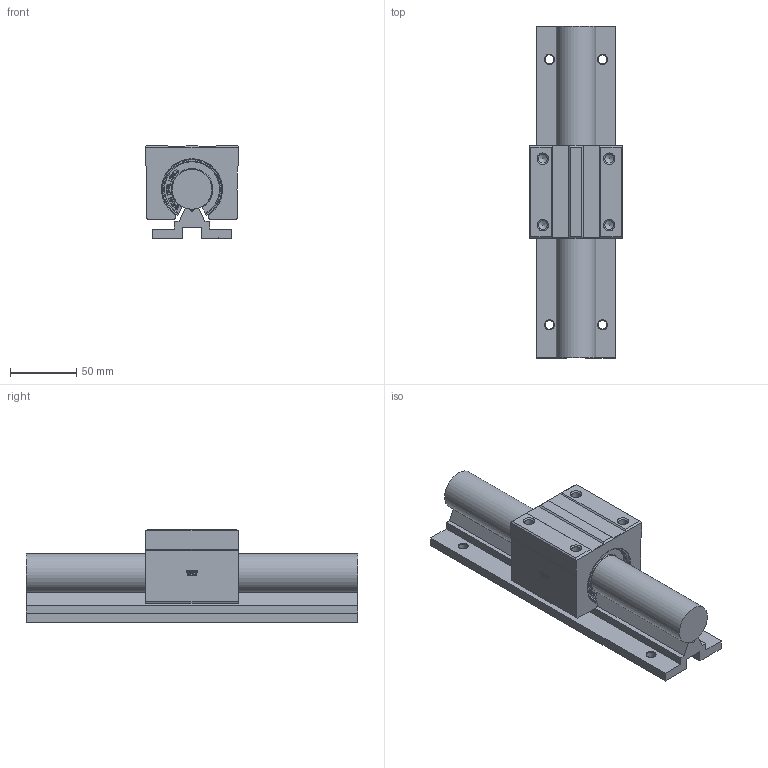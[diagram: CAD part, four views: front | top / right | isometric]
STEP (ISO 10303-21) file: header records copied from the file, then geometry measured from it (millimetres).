
FILE_DESCRIPTION((''),'2;1');
FILE_NAME('SBR30UU.stp','2013-02-07T12:00:02',('user2'),(''),'Autodesk Inventor 2012','Autodesk Inventor 2012','');
FILE_SCHEMA(('AUTOMOTIVE_DESIGN { 1 0 10303 214 1 1 1 1 }'));
Length unit declared in the file: millimetre
Products named in the file (4): SBR30UU; LM30UUOP; SBS30
Assembly tree (3 placements, depth 2):
  SBR30UU
    LM30UUOP
    SBR30UU
    SBS30
Bounding box: 70 x 250 x 70 mm (x, y, z)
Volume: 517120.5 mm3; surface area: 117306.9 mm2
Topology: 4 solids, 4 shells, 1315 faces, 3723 edges, 2470 vertices
Faces by surface type: bspline 892, plane 353, cone 36, cylinder 32, torus 2
Full cylindrical faces by diameter (mm): 3.242 x4, 6.6 x6, 6.647 x4
Entity records: 44941 total; most frequent: CARTESIAN_POINT 15975, ORIENTED_EDGE 7338, EDGE_CURVE 3669, DIRECTION 2809, VERTEX_POINT 2454, VECTOR 1753, LINE 1753, QUASI_UNIFORM_CURVE 1508
